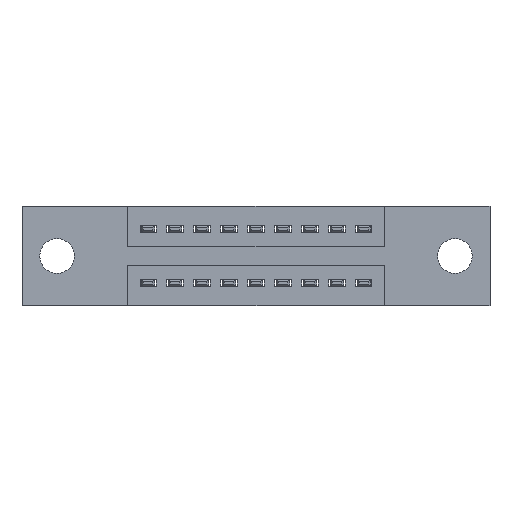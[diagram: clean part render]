
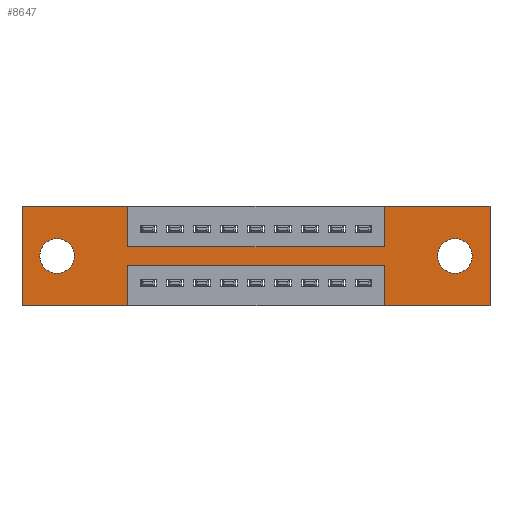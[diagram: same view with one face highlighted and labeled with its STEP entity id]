
A CAD part, front view. The second image highlights one B-rep face of the part: STEP entity #8647.
In plain terms, the highlighted planar face has unit normal (0, -1, 0).
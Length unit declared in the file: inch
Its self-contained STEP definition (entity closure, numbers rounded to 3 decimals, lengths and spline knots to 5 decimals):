
#23 = VECTOR ( 'NONE', #86, 39.37008 ) ;
#86 = DIRECTION ( 'NONE',  ( 1., 0., 0. ) ) ;
#149 = CARTESIAN_POINT ( 'NONE',  ( 0.13, 0., -0.185 ) ) ;
#157 = CARTESIAN_POINT ( 'NONE',  ( 0.3925, 0., -0.22 ) ) ;
#159 = CARTESIAN_POINT ( 'NONE',  ( 0.3925, 0., -0.37 ) ) ;
#271 = VECTOR ( 'NONE', #8845, 39.37008 ) ;
#409 = EDGE_LOOP ( 'NONE', ( #4874, #5019 ) ) ;
#464 = EDGE_CURVE ( 'NONE', #8335, #4846, #9716, .T. ) ;
#499 = LINE ( 'NONE', #8652, #5332 ) ;
#702 = VECTOR ( 'NONE', #8372, 39.37008 ) ;
#833 = EDGE_CURVE ( 'NONE', #10480, #10273, #9443, .T. ) ;
#964 = CARTESIAN_POINT ( 'NONE',  ( 0.13, 0., -0.249 ) ) ;
#994 = LINE ( 'NONE', #5770, #702 ) ;
#1172 = FACE_BOUND ( 'NONE', #409, .T. ) ;
#1588 = EDGE_CURVE ( 'NONE', #1965, #7681, #3987, .T. ) ;
#1762 = DIRECTION ( 'NONE',  ( 0., 0., 1. ) ) ;
#1819 = EDGE_CURVE ( 'NONE', #9748, #1965, #3017, .T. ) ;
#1939 = DIRECTION ( 'NONE',  ( 0., 0., -1. ) ) ;
#1943 = CIRCLE ( 'NONE', #4504, 0.064 ) ;
#1965 = VERTEX_POINT ( 'NONE', #8420 ) ;
#2022 = DIRECTION ( 'NONE',  ( 0., 1., 0. ) ) ;
#2037 = ORIENTED_EDGE ( 'NONE', *, *, #2678, .T. ) ;
#2060 = DIRECTION ( 'NONE',  ( 0., 0., -1. ) ) ;
#2197 = CARTESIAN_POINT ( 'NONE',  ( 0.3925, 0., -0.22 ) ) ;
#2216 = VECTOR ( 'NONE', #5288, 39.37008 ) ;
#2384 = CARTESIAN_POINT ( 'NONE',  ( 0.13, 0., -0.185 ) ) ;
#2403 = EDGE_CURVE ( 'NONE', #7681, #7301, #10417, .T. ) ;
#2405 = LINE ( 'NONE', #157, #5078 ) ;
#2458 = DIRECTION ( 'NONE',  ( 0., 1., 0. ) ) ;
#2678 = EDGE_CURVE ( 'NONE', #10273, #10480, #4936, .T. ) ;
#2725 = CARTESIAN_POINT ( 'NONE',  ( 0., 0., 0. ) ) ;
#2776 = LINE ( 'NONE', #2882, #23 ) ;
#2801 = VERTEX_POINT ( 'NONE', #7145 ) ;
#2858 = EDGE_LOOP ( 'NONE', ( #5543, #5619, #6094, #6106, #6228, #6241, #6415, #6485, #6621, #6674, #6880, #7021 ) ) ;
#2860 = EDGE_CURVE ( 'NONE', #4846, #9748, #2405, .T. ) ;
#2862 = DIRECTION ( 'NONE',  ( 0., 0., 1. ) ) ;
#2882 = CARTESIAN_POINT ( 'NONE',  ( 0., 0., 0. ) ) ;
#2895 = CARTESIAN_POINT ( 'NONE',  ( 1.605, 0., -0.185 ) ) ;
#3017 = LINE ( 'NONE', #159, #5112 ) ;
#3208 = EDGE_CURVE ( 'NONE', #11134, #2801, #3527, .T. ) ;
#3289 = DIRECTION ( 'NONE',  ( 0., 0., 1. ) ) ;
#3336 = FACE_BOUND ( 'NONE', #7638, .T. ) ;
#3460 = CARTESIAN_POINT ( 'NONE',  ( 0., 0., -0.37 ) ) ;
#3478 = DIRECTION ( 'NONE',  ( 0., 0., -1. ) ) ;
#3504 = VERTEX_POINT ( 'NONE', #7074 ) ;
#3527 = LINE ( 'NONE', #10496, #7866 ) ;
#3585 = EDGE_CURVE ( 'NONE', #5713, #4366, #8970, .T. ) ;
#3639 = AXIS2_PLACEMENT_3D ( 'NONE', #149, #4401, #1762 ) ;
#3682 = AXIS2_PLACEMENT_3D ( 'NONE', #2895, #2022, #2060 ) ;
#3753 = CARTESIAN_POINT ( 'NONE',  ( 0., 0., 0. ) ) ;
#3761 = DIRECTION ( 'NONE',  ( 0., 0., 1. ) ) ;
#3825 = VECTOR ( 'NONE', #2862, 39.37008 ) ;
#3987 = LINE ( 'NONE', #11337, #8052 ) ;
#4273 = CARTESIAN_POINT ( 'NONE',  ( 0., 0., -0.37 ) ) ;
#4366 = VERTEX_POINT ( 'NONE', #4963 ) ;
#4383 = EDGE_CURVE ( 'NONE', #7703, #8335, #10030, .T. ) ;
#4401 = DIRECTION ( 'NONE',  ( 0., 1., 0. ) ) ;
#4406 = DIRECTION ( 'NONE',  ( 0., -1., 0. ) ) ;
#4432 = AXIS2_PLACEMENT_3D ( 'NONE', #3460, #4406, #10393 ) ;
#4504 = AXIS2_PLACEMENT_3D ( 'NONE', #2384, #8511, #3289 ) ;
#4507 = DIRECTION ( 'NONE',  ( 1., 0., 0. ) ) ;
#4724 = DIRECTION ( 'NONE',  ( -1., 0., 0. ) ) ;
#4755 = ORIENTED_EDGE ( 'NONE', *, *, #833, .T. ) ;
#4836 = CARTESIAN_POINT ( 'NONE',  ( 1.605, 0., -0.121 ) ) ;
#4846 = VERTEX_POINT ( 'NONE', #10166 ) ;
#4874 = ORIENTED_EDGE ( 'NONE', *, *, #6892, .T. ) ;
#4936 = CIRCLE ( 'NONE', #6078, 0.064 ) ;
#4963 = CARTESIAN_POINT ( 'NONE',  ( 0.13, 0., -0.121 ) ) ;
#5019 = ORIENTED_EDGE ( 'NONE', *, *, #3585, .T. ) ;
#5078 = VECTOR ( 'NONE', #4724, 39.37008 ) ;
#5112 = VECTOR ( 'NONE', #1939, 39.37008 ) ;
#5122 = CARTESIAN_POINT ( 'NONE',  ( 0., 0., -0.37 ) ) ;
#5151 = VECTOR ( 'NONE', #3761, 39.37008 ) ;
#5202 = CARTESIAN_POINT ( 'NONE',  ( 1.3425, 0., 0. ) ) ;
#5288 = DIRECTION ( 'NONE',  ( 0., 0., 1. ) ) ;
#5332 = VECTOR ( 'NONE', #3478, 39.37008 ) ;
#5543 = ORIENTED_EDGE ( 'NONE', *, *, #1819, .F. ) ;
#5619 = ORIENTED_EDGE ( 'NONE', *, *, #2860, .F. ) ;
#5713 = VERTEX_POINT ( 'NONE', #964 ) ;
#5752 = VECTOR ( 'NONE', #6028, 39.37008 ) ;
#5754 = CARTESIAN_POINT ( 'NONE',  ( 1.3425, 0., 0. ) ) ;
#5768 = CARTESIAN_POINT ( 'NONE',  ( 1.3425, 0., -0.37 ) ) ;
#5770 = CARTESIAN_POINT ( 'NONE',  ( 0.3925, 0., 0. ) ) ;
#5890 = CARTESIAN_POINT ( 'NONE',  ( 1.605, 0., -0.249 ) ) ;
#6028 = DIRECTION ( 'NONE',  ( -1., 0., 0. ) ) ;
#6078 = AXIS2_PLACEMENT_3D ( 'NONE', #11096, #2458, #7170 ) ;
#6094 = ORIENTED_EDGE ( 'NONE', *, *, #464, .F. ) ;
#6106 = ORIENTED_EDGE ( 'NONE', *, *, #4383, .F. ) ;
#6190 = EDGE_CURVE ( 'NONE', #2801, #7703, #499, .T. ) ;
#6228 = ORIENTED_EDGE ( 'NONE', *, *, #6190, .F. ) ;
#6241 = ORIENTED_EDGE ( 'NONE', *, *, #3208, .F. ) ;
#6415 = ORIENTED_EDGE ( 'NONE', *, *, #6509, .F. ) ;
#6439 = CARTESIAN_POINT ( 'NONE',  ( 0.3925, 0., 0. ) ) ;
#6485 = ORIENTED_EDGE ( 'NONE', *, *, #10163, .F. ) ;
#6509 = EDGE_CURVE ( 'NONE', #3504, #11134, #9213, .T. ) ;
#6621 = ORIENTED_EDGE ( 'NONE', *, *, #10370, .F. ) ;
#6674 = ORIENTED_EDGE ( 'NONE', *, *, #8765, .F. ) ;
#6880 = ORIENTED_EDGE ( 'NONE', *, *, #2403, .F. ) ;
#6892 = EDGE_CURVE ( 'NONE', #4366, #5713, #1943, .T. ) ;
#7021 = ORIENTED_EDGE ( 'NONE', *, *, #1588, .F. ) ;
#7074 = CARTESIAN_POINT ( 'NONE',  ( 1.3425, 0., -0.15 ) ) ;
#7145 = CARTESIAN_POINT ( 'NONE',  ( 1.735, 0., 0. ) ) ;
#7170 = DIRECTION ( 'NONE',  ( 0., 0., -1. ) ) ;
#7301 = VERTEX_POINT ( 'NONE', #3753 ) ;
#7382 = LINE ( 'NONE', #7940, #271 ) ;
#7518 = CARTESIAN_POINT ( 'NONE',  ( 0.3925, 0., -0.15 ) ) ;
#7638 = EDGE_LOOP ( 'NONE', ( #2037, #4755 ) ) ;
#7681 = VERTEX_POINT ( 'NONE', #5122 ) ;
#7703 = VERTEX_POINT ( 'NONE', #11056 ) ;
#7866 = VECTOR ( 'NONE', #4507, 39.37008 ) ;
#7940 = CARTESIAN_POINT ( 'NONE',  ( 0.3925, 0., -0.15 ) ) ;
#8052 = VECTOR ( 'NONE', #10694, 39.37008 ) ;
#8335 = VERTEX_POINT ( 'NONE', #5768 ) ;
#8350 = CARTESIAN_POINT ( 'NONE',  ( 1.3425, 0., -0.37 ) ) ;
#8372 = DIRECTION ( 'NONE',  ( 0., 0., -1. ) ) ;
#8388 = VERTEX_POINT ( 'NONE', #7518 ) ;
#8420 = CARTESIAN_POINT ( 'NONE',  ( 0.3925, 0., -0.37 ) ) ;
#8511 = DIRECTION ( 'NONE',  ( 0., 1., 0. ) ) ;
#8647 = ADVANCED_FACE ( 'NONE', ( #3336, #1172, #10218 ), #9571, .T. ) ;
#8652 = CARTESIAN_POINT ( 'NONE',  ( 1.735, 0., 0. ) ) ;
#8765 = EDGE_CURVE ( 'NONE', #7301, #10996, #2776, .T. ) ;
#8845 = DIRECTION ( 'NONE',  ( 1., 0., 0. ) ) ;
#8970 = CIRCLE ( 'NONE', #3639, 0.064 ) ;
#9213 = LINE ( 'NONE', #5202, #2216 ) ;
#9443 = CIRCLE ( 'NONE', #3682, 0.064 ) ;
#9571 = PLANE ( 'NONE',  #4432 ) ;
#9716 = LINE ( 'NONE', #8350, #5151 ) ;
#9748 = VERTEX_POINT ( 'NONE', #2197 ) ;
#10030 = LINE ( 'NONE', #4273, #5752 ) ;
#10163 = EDGE_CURVE ( 'NONE', #8388, #3504, #7382, .T. ) ;
#10166 = CARTESIAN_POINT ( 'NONE',  ( 1.3425, 0., -0.22 ) ) ;
#10218 = FACE_OUTER_BOUND ( 'NONE', #2858, .T. ) ;
#10273 = VERTEX_POINT ( 'NONE', #4836 ) ;
#10370 = EDGE_CURVE ( 'NONE', #10996, #8388, #994, .T. ) ;
#10393 = DIRECTION ( 'NONE',  ( 0., 0., -1. ) ) ;
#10417 = LINE ( 'NONE', #2725, #3825 ) ;
#10480 = VERTEX_POINT ( 'NONE', #5890 ) ;
#10496 = CARTESIAN_POINT ( 'NONE',  ( 0., 0., 0. ) ) ;
#10694 = DIRECTION ( 'NONE',  ( -1., 0., 0. ) ) ;
#10996 = VERTEX_POINT ( 'NONE', #6439 ) ;
#11056 = CARTESIAN_POINT ( 'NONE',  ( 1.735, 0., -0.37 ) ) ;
#11096 = CARTESIAN_POINT ( 'NONE',  ( 1.605, 0., -0.185 ) ) ;
#11134 = VERTEX_POINT ( 'NONE', #5754 ) ;
#11337 = CARTESIAN_POINT ( 'NONE',  ( 0., 0., -0.37 ) ) ;
